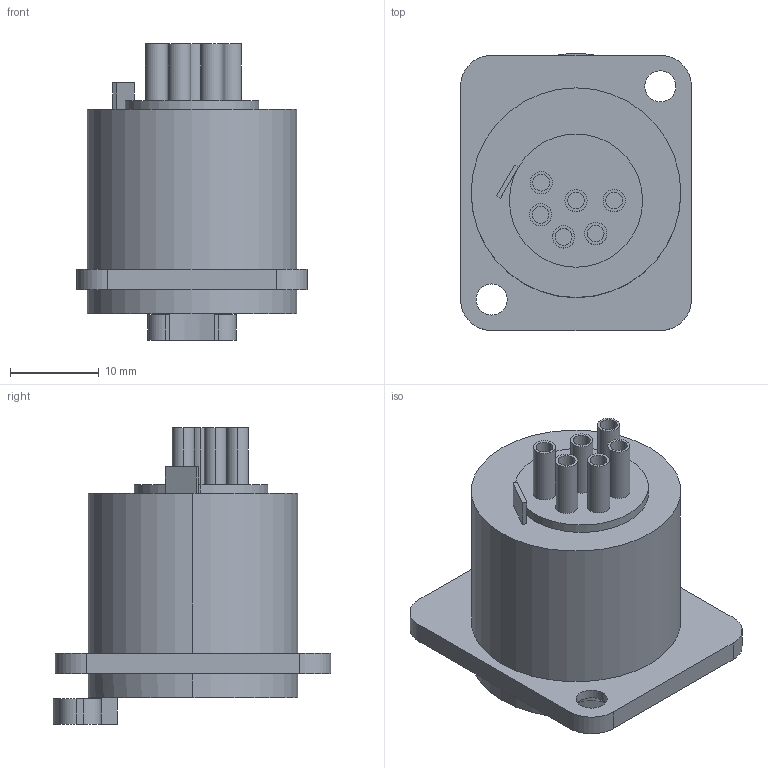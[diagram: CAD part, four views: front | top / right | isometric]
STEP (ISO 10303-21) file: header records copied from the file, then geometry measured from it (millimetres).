
FILE_DESCRIPTION((''),'2;1');
FILE_NAME('D-NC6FD-LX','2016-04-28T',('odo'),(''),'CREO PARAMETRIC BY PTC INC, 2015380','CREO PARAMETRIC BY PTC INC, 2015380','');
FILE_SCHEMA(('CONFIG_CONTROL_DESIGN'));
Length unit declared in the file: millimetre
Products named in the file (1): D-NC6FD-LX
Bounding box: 26 x 31.22 x 33.4 mm (x, y, z)
Volume: 9857.5 mm3; surface area: 5877.2 mm2
Topology: 1 solids, 1 shells, 105 faces, 237 edges, 156 vertices
Faces by surface type: cylinder 59, plane 42, cone 4
Entity records: 3036 total; most frequent: DIRECTION 574, CARTESIAN_POINT 498, ORIENTED_EDGE 474, EDGE_CURVE 237, AXIS2_PLACEMENT_3D 232, VERTEX_POINT 156, EDGE_LOOP 131, CIRCLE 127
